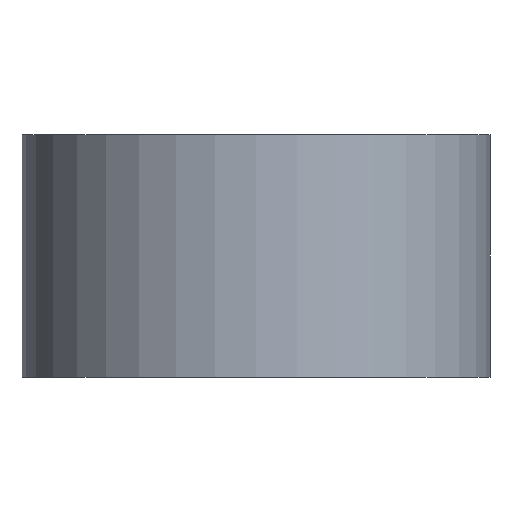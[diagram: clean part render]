
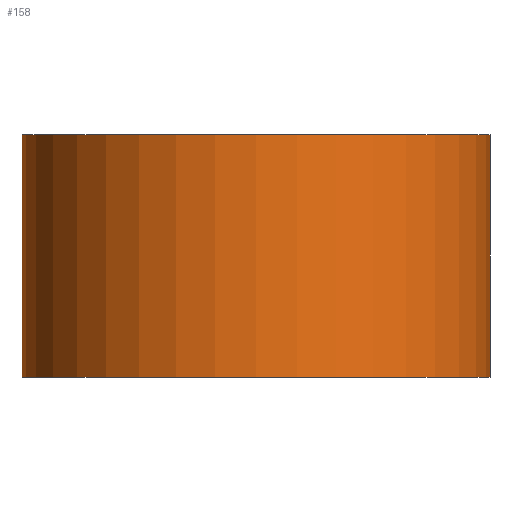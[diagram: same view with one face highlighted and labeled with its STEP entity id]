
A CAD part, front view. The second image highlights one B-rep face of the part: STEP entity #158.
In plain terms, the highlighted cylindrical face has radius 14.5 mm (diameter 29 mm), a partial arc.
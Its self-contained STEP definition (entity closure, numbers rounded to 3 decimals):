
#97=CARTESIAN_POINT('Vertex',(14.5,0.,15.)) ;
#99=CARTESIAN_POINT('Vertex',(-14.5,0.,15.)) ;
#102=CARTESIAN_POINT('Axis2P3D Location',(0.,0.,15.)) ;
#116=CARTESIAN_POINT('Axis2P3D Location',(0.,0.,7.5)) ;
#121=CARTESIAN_POINT('Line Origine',(14.5,0.,7.5)) ;
#125=CARTESIAN_POINT('Vertex',(14.5,0.,0.)) ;
#132=CARTESIAN_POINT('Vertex',(-14.5,0.,0.)) ;
#135=CARTESIAN_POINT('Line Origine',(-14.5,0.,7.5)) ;
#147=CARTESIAN_POINT('Axis2P3D Location',(0.,0.,0.)) ;
#123=VECTOR('Line Direction',#122,1.) ;
#137=VECTOR('Line Direction',#136,1.) ;
#103=DIRECTION('Axis2P3D Direction',(0.,0.,1.)) ;
#117=DIRECTION('Axis2P3D Direction',(0.,0.,1.)) ;
#118=DIRECTION('Axis2P3D XDirection',(1.,0.,0.)) ;
#122=DIRECTION('Vector Direction',(0.,0.,1.)) ;
#136=DIRECTION('Vector Direction',(0.,0.,1.)) ;
#148=DIRECTION('Axis2P3D Direction',(0.,0.,1.)) ;
#104=AXIS2_PLACEMENT_3D('Circle Axis2P3D',#102,#103,$) ;
#119=AXIS2_PLACEMENT_3D('Cylinder Axis2P3D',#116,#117,#118) ;
#149=AXIS2_PLACEMENT_3D('Circle Axis2P3D',#147,#148,$) ;
#124=LINE('Line',#121,#123) ;
#138=LINE('Line',#135,#137) ;
#105=CIRCLE('generated circle',#104,14.5) ;
#150=CIRCLE('generated circle',#149,14.5) ;
#120=CYLINDRICAL_SURFACE('generated cylinder',#119,14.5) ;
#106=EDGE_CURVE('',#100,#98,#105,.T.) ;
#127=EDGE_CURVE('',#126,#98,#124,.T.) ;
#139=EDGE_CURVE('',#133,#100,#138,.T.) ;
#151=EDGE_CURVE('',#133,#126,#150,.T.) ;
#152=EDGE_LOOP('',(#153,#154,#155,#156)) ;
#153=ORIENTED_EDGE('',*,*,#139,.F.) ;
#154=ORIENTED_EDGE('',*,*,#151,.T.) ;
#155=ORIENTED_EDGE('',*,*,#127,.T.) ;
#156=ORIENTED_EDGE('',*,*,#106,.F.) ;
#98=VERTEX_POINT('',#97) ;
#100=VERTEX_POINT('',#99) ;
#126=VERTEX_POINT('',#125) ;
#133=VERTEX_POINT('',#132) ;
#158=ADVANCED_FACE('PartBody',(#157),#120,.T.) ;
#157=FACE_OUTER_BOUND('',#152,.T.) ;
